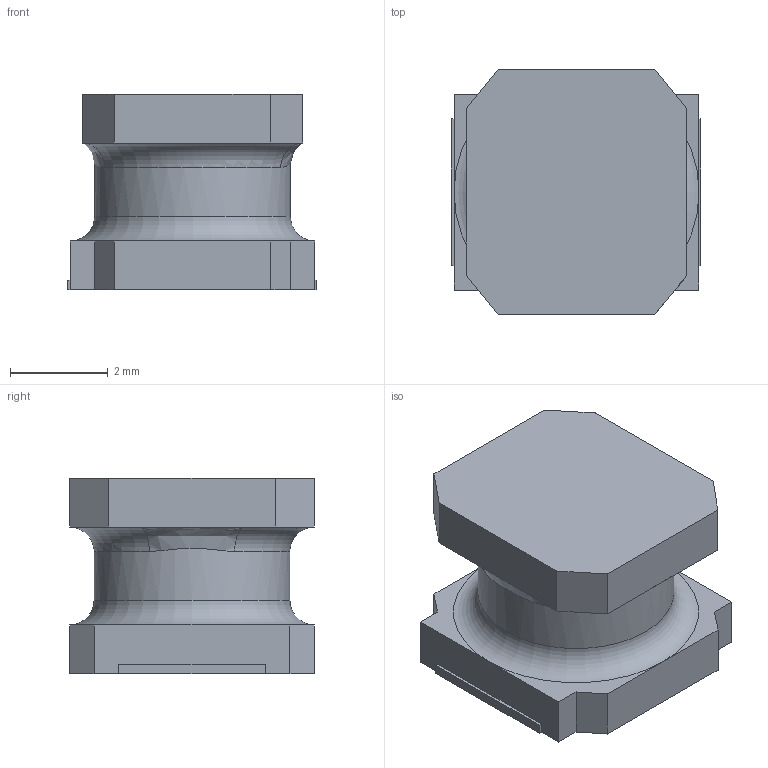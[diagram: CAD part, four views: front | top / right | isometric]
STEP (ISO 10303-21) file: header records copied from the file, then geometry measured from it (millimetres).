
FILE_DESCRIPTION(('FreeCAD Model'),'2;1');
FILE_NAME('L_SMD_Ferrite_X5mm_Y5mm_H4mm.step','2021-02-10T23:42:58',('kicad StepUp' ),('ksu MCAD'),'Open CASCADE STEP processor 7.3','FreeCAD','Unknown' );
FILE_SCHEMA(('AUTOMOTIVE_DESIGN { 1 0 10303 214 1 1 1 1 }'));
Length unit declared in the file: millimetre
Products named in the file (1): L_SMD_Ferrite_X5mm_Y5mm_H4mm
Bounding box: 5.1 x 5 x 4 mm (x, y, z)
Volume: 71.6 mm3; surface area: 122 mm2
Topology: 1 solids, 1 shells, 46 faces, 130 edges, 83 vertices
Faces by surface type: plane 39, bspline 3, torus 3, cylinder 1
Full cylindrical faces by diameter (mm): 4 x1
Entity records: 1878 total; most frequent: CARTESIAN_POINT 370, ORIENTED_EDGE 260, DIRECTION 225, EDGE_CURVE 130, LINE 107, VECTOR 107, VERTEX_POINT 83, AXIS2_PLACEMENT_3D 59
